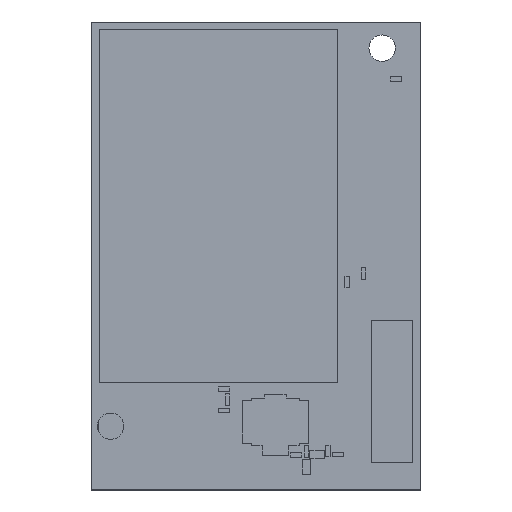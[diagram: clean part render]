
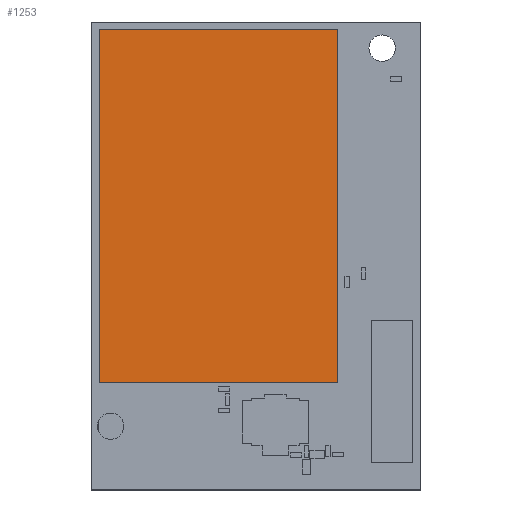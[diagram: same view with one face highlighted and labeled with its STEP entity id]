
A CAD part, top view. The second image highlights one B-rep face of the part: STEP entity #1253.
In plain terms, the highlighted planar face has unit normal (0, 0, 1).
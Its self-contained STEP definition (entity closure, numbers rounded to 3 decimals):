
#1163 = VERTEX_POINT('',#1164);
#1164 = CARTESIAN_POINT('',(17.24,3.32,1.54));
#1170 = EDGE_CURVE('',#1171,#1163,#1173,.T.);
#1171 = VERTEX_POINT('',#1172);
#1172 = CARTESIAN_POINT('',(-0.87,3.32,1.54));
#1173 = LINE('',#1174,#1175);
#1174 = CARTESIAN_POINT('',(-0.87,3.32,1.54));
#1175 = VECTOR('',#1176,1.);
#1176 = DIRECTION('',(1.,0.,0.));
#1194 = VERTEX_POINT('',#1195);
#1195 = CARTESIAN_POINT('',(17.24,30.12,1.54));
#1201 = EDGE_CURVE('',#1163,#1194,#1202,.T.);
#1202 = LINE('',#1203,#1204);
#1203 = CARTESIAN_POINT('',(17.24,3.32,1.54));
#1204 = VECTOR('',#1205,1.);
#1205 = DIRECTION('',(0.,1.,0.));
#1218 = VERTEX_POINT('',#1219);
#1219 = CARTESIAN_POINT('',(-0.87,30.12,1.54));
#1225 = EDGE_CURVE('',#1194,#1218,#1226,.T.);
#1226 = LINE('',#1227,#1228);
#1227 = CARTESIAN_POINT('',(17.24,30.12,1.54));
#1228 = VECTOR('',#1229,1.);
#1229 = DIRECTION('',(-1.,0.,0.));
#1242 = EDGE_CURVE('',#1218,#1171,#1243,.T.);
#1243 = LINE('',#1244,#1245);
#1244 = CARTESIAN_POINT('',(-0.87,30.12,1.54));
#1245 = VECTOR('',#1246,1.);
#1246 = DIRECTION('',(0.,-1.,0.));
#1253 = ADVANCED_FACE('',(#1254),#1260,.T.);
#1254 = FACE_BOUND('',#1255,.T.);
#1255 = EDGE_LOOP('',(#1256,#1257,#1258,#1259));
#1256 = ORIENTED_EDGE('',*,*,#1225,.T.);
#1257 = ORIENTED_EDGE('',*,*,#1242,.T.);
#1258 = ORIENTED_EDGE('',*,*,#1170,.T.);
#1259 = ORIENTED_EDGE('',*,*,#1201,.T.);
#1260 = PLANE('',#1261);
#1261 = AXIS2_PLACEMENT_3D('',#1262,#1263,#1264);
#1262 = CARTESIAN_POINT('',(-0.87,30.12,1.54));
#1263 = DIRECTION('',(0.,0.,1.));
#1264 = DIRECTION('',(1.,0.,0.));
